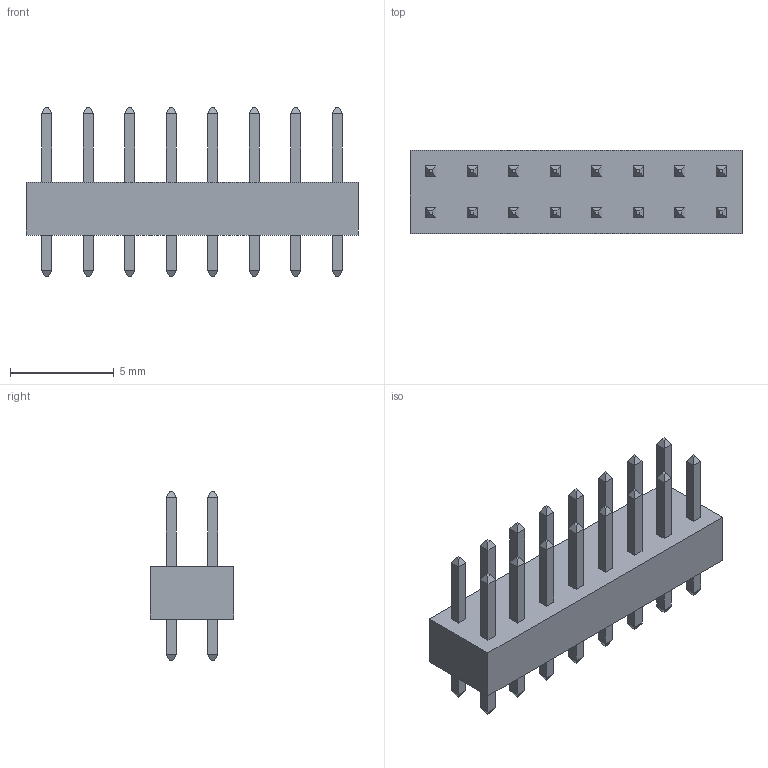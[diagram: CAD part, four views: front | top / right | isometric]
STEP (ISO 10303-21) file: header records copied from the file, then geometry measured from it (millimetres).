
FILE_DESCRIPTION (( 'STEP AP214' ), '1' );
FILE_NAME ( 'HDRV16W50P200_8X2_1600X400H615.STEP', '2022-06-19T11:52:38', ( '' ), ( '' ), '', '©2017 PCB Libraries, Inc.', '' );
FILE_SCHEMA (( 'AUTOMOTIVE_DESIGN' ));
Length unit declared in the file: millimetre
Products named in the file (1): HDRV16W50P200_8X2_1600X400H615
Bounding box: 16 x 4 x 8.15 mm (x, y, z)
Volume: 183.7 mm3; surface area: 413.2 mm2
Topology: 33 solids, 33 shells, 326 faces, 652 edges, 392 vertices
Faces by surface type: plane 326
Entity records: 9155 total; most frequent: CARTESIAN_POINT 1371, DIRECTION 1306, ORIENTED_EDGE 1304, VECTOR 652, LINE 652, EDGE_CURVE 652, VERTEX_POINT 392, STYLED_ITEM 360
